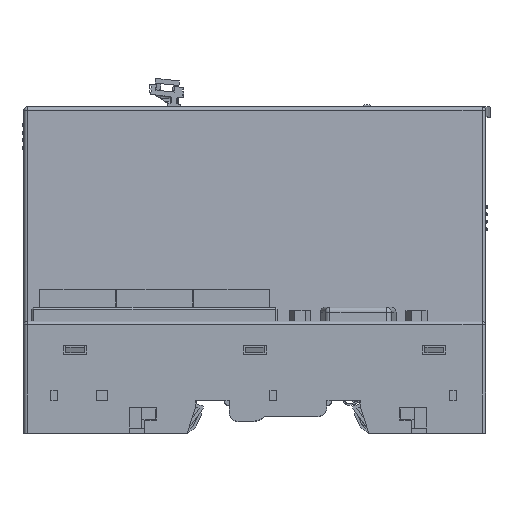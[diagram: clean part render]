
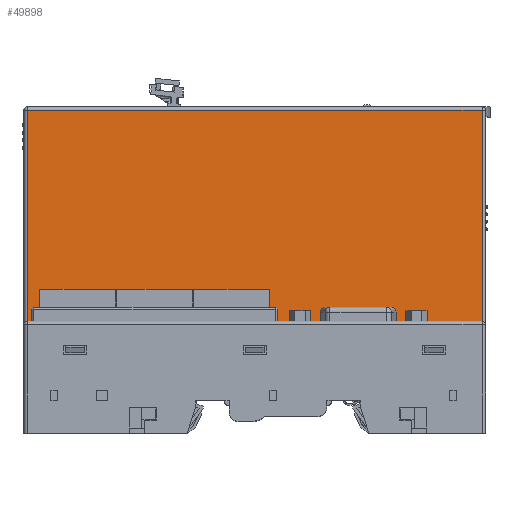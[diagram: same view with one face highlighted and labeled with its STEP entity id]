
A CAD part, top view. The second image highlights one B-rep face of the part: STEP entity #49898.
In plain terms, the highlighted planar face has unit normal (0, 0.018, 1).
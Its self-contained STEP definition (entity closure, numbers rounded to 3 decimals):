
#12243=DIRECTION('',(0.,-1.,0.017));
#12244=VECTOR('',#12243,45.27);
#12245=CARTESIAN_POINT('',(48.75,69.263,29.175));
#12246=LINE('',#12245,#12244);
#12247=DIRECTION('',(-1.,0.,0.));
#12248=VECTOR('',#12247,97.5);
#12249=CARTESIAN_POINT('',(48.75,24.,29.965));
#12250=LINE('',#12249,#12248);
#12251=DIRECTION('',(0.,1.,-0.017));
#12252=VECTOR('',#12251,45.27);
#12253=CARTESIAN_POINT('',(-48.75,24.,29.965));
#12254=LINE('',#12253,#12252);
#12255=DIRECTION('',(1.,0.,0.));
#12256=VECTOR('',#12255,97.5);
#12257=CARTESIAN_POINT('',(-48.75,69.263,29.175));
#12258=LINE('',#12257,#12256);
#30019=CARTESIAN_POINT('',(48.75,24.,29.965));
#30021=VERTEX_POINT('',#30019);
#30022=CARTESIAN_POINT('',(48.75,69.263,29.175));
#30023=VERTEX_POINT('',#30022);
#30028=CARTESIAN_POINT('',(-48.75,69.263,29.175));
#30029=VERTEX_POINT('',#30028);
#30030=CARTESIAN_POINT('',(-48.75,24.,29.965));
#30031=VERTEX_POINT('',#30030);
#49885=CARTESIAN_POINT('',(-51.102,22.,30.));
#49886=DIRECTION('',(0.,-0.017,-1.));
#49887=DIRECTION('',(-1.,0.,0.));
#49888=AXIS2_PLACEMENT_3D('',#49885,#49886,#49887);
#49889=PLANE('',#49888);
#49890=ORIENTED_EDGE('',*,*,#49876,.T.);
#49891=ORIENTED_EDGE('',*,*,#49741,.T.);
#49893=ORIENTED_EDGE('',*,*,#49892,.T.);
#49895=ORIENTED_EDGE('',*,*,#49894,.T.);
#49896=EDGE_LOOP('',(#49890,#49891,#49893,#49895));
#49897=FACE_OUTER_BOUND('',#49896,.F.);
#49898=ADVANCED_FACE('',(#49897),#49889,.F.);
#49741=EDGE_CURVE('',#30021,#30031,#12250,.T.);
#49876=EDGE_CURVE('',#30023,#30021,#12246,.T.);
#49892=EDGE_CURVE('',#30031,#30029,#12254,.T.);
#49894=EDGE_CURVE('',#30029,#30023,#12258,.T.);
